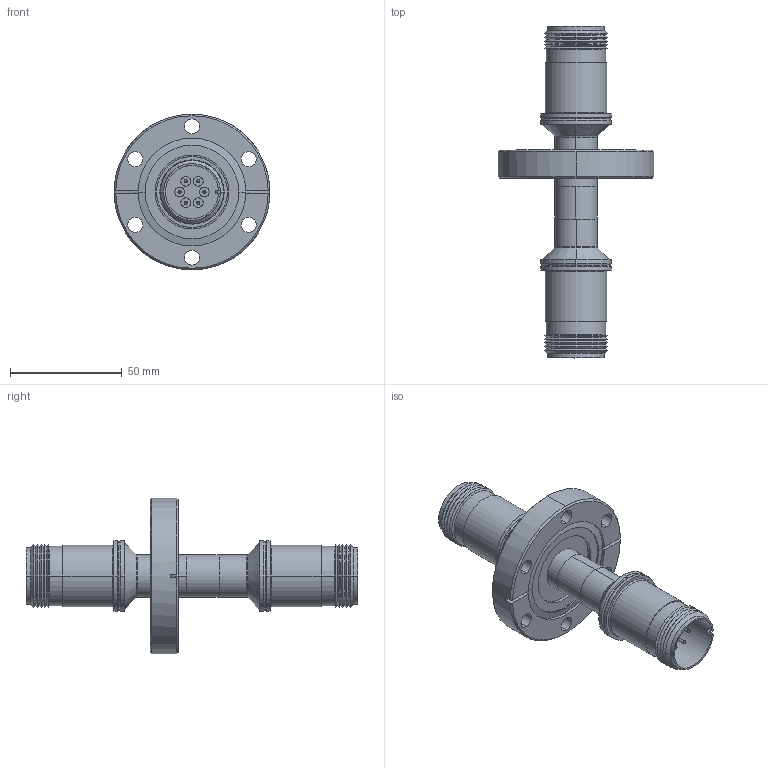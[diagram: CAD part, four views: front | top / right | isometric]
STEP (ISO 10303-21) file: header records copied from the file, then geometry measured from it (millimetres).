
FILE_DESCRIPTION (( 'STEP AP203' ), '1' );
FILE_NAME ('A1324-3-CF.STEP', '2013-03-18T17:52:01', ( '' ), ( '' ), 'SwSTEP 2.0', 'SolidWorks 2012', '' );
FILE_SCHEMA (( 'CONFIG_CONTROL_DESIGN' ));
Length unit declared in the file: inch
Products named in the file (1): A1324-3-CF
Bounding box: 69.85 x 148.72 x 69.85 mm (x, y, z)
Volume: 58664.1 mm3; surface area: 48500.9 mm2
Topology: 1 solids, 8 shells, 492 faces, 1148 edges, 725 vertices
Faces by surface type: cylinder 243, plane 111, cone 80, torus 58
Entity records: 14902 total; most frequent: CARTESIAN_POINT 3042, DIRECTION 2759, ORIENTED_EDGE 2248, AXIS2_PLACEMENT_3D 1194, EDGE_CURVE 1124, VERTEX_POINT 725, CIRCLE 701, EDGE_LOOP 625
